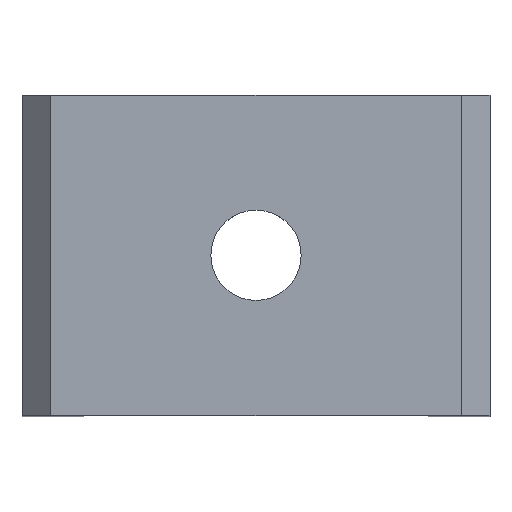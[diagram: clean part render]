
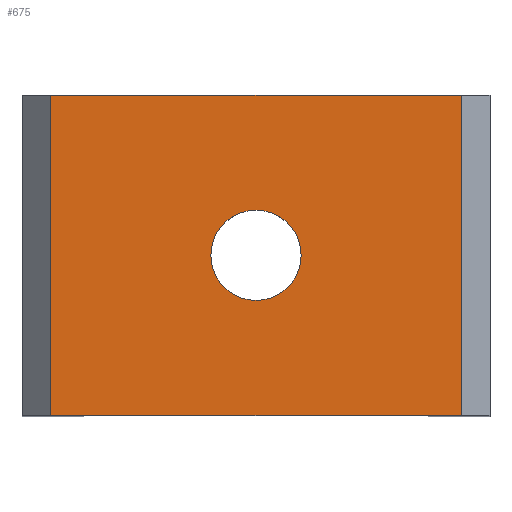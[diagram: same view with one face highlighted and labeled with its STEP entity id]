
A CAD part, top view. The second image highlights one B-rep face of the part: STEP entity #675.
In plain terms, the highlighted planar face has unit normal (0, 0, 1).
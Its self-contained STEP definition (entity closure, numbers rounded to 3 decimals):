
#20=FACE_BOUND('',#111,.T.);
#40=PLANE('',#731);
#70=FACE_OUTER_BOUND('',#110,.T.);
#110=EDGE_LOOP('',(#528,#529,#530,#531));
#111=EDGE_LOOP('',(#532,#533));
#178=LINE('',#1049,#252);
#181=LINE('',#1055,#255);
#182=LINE('',#1057,#256);
#183=LINE('',#1058,#257);
#252=VECTOR('',#844,10.);
#255=VECTOR('',#849,10.);
#256=VECTOR('',#850,10.);
#257=VECTOR('',#851,10.);
#295=CIRCLE('',#732,2.75);
#296=CIRCLE('',#733,2.75);
#342=VERTEX_POINT('',#1046);
#343=VERTEX_POINT('',#1048);
#345=VERTEX_POINT('',#1054);
#346=VERTEX_POINT('',#1056);
#347=VERTEX_POINT('',#1059);
#348=VERTEX_POINT('',#1060);
#415=EDGE_CURVE('',#342,#343,#178,.T.);
#418=EDGE_CURVE('',#342,#345,#181,.T.);
#419=EDGE_CURVE('',#346,#345,#182,.T.);
#420=EDGE_CURVE('',#343,#346,#183,.T.);
#421=EDGE_CURVE('',#347,#348,#295,.T.);
#422=EDGE_CURVE('',#348,#347,#296,.T.);
#528=ORIENTED_EDGE('',*,*,#415,.F.);
#529=ORIENTED_EDGE('',*,*,#418,.T.);
#530=ORIENTED_EDGE('',*,*,#419,.F.);
#531=ORIENTED_EDGE('',*,*,#420,.F.);
#532=ORIENTED_EDGE('',*,*,#421,.T.);
#533=ORIENTED_EDGE('',*,*,#422,.T.);
#675=ADVANCED_FACE('',(#70,#20),#40,.T.);
#731=AXIS2_PLACEMENT_3D('',#1053,#847,#848);
#732=AXIS2_PLACEMENT_3D('',#1061,#852,#853);
#733=AXIS2_PLACEMENT_3D('',#1062,#854,#855);
#844=DIRECTION('',(0.,1.,0.));
#847=DIRECTION('center_axis',(0.,0.,1.));
#848=DIRECTION('ref_axis',(0.,-1.,0.));
#849=DIRECTION('',(1.,0.,0.));
#850=DIRECTION('',(0.,-1.,0.));
#851=DIRECTION('',(1.,0.,0.));
#852=DIRECTION('center_axis',(0.,0.,-1.));
#853=DIRECTION('ref_axis',(1.,0.,0.));
#854=DIRECTION('center_axis',(0.,0.,-1.));
#855=DIRECTION('ref_axis',(1.,0.,0.));
#1046=CARTESIAN_POINT('',(-12.5,-9.75,28.));
#1048=CARTESIAN_POINT('',(-12.5,9.75,28.));
#1049=CARTESIAN_POINT('',(-12.5,4.875,28.));
#1053=CARTESIAN_POINT('Origin',(10.5,9.75,28.));
#1054=CARTESIAN_POINT('',(12.5,-9.75,28.));
#1055=CARTESIAN_POINT('',(10.5,-9.75,28.));
#1056=CARTESIAN_POINT('',(12.5,9.75,28.));
#1057=CARTESIAN_POINT('',(12.5,4.875,28.));
#1058=CARTESIAN_POINT('',(10.5,9.75,28.));
#1059=CARTESIAN_POINT('',(2.75,0.,28.));
#1060=CARTESIAN_POINT('',(-2.75,0.,28.));
#1061=CARTESIAN_POINT('Origin',(0.,0.,28.));
#1062=CARTESIAN_POINT('Origin',(0.,0.,28.));
